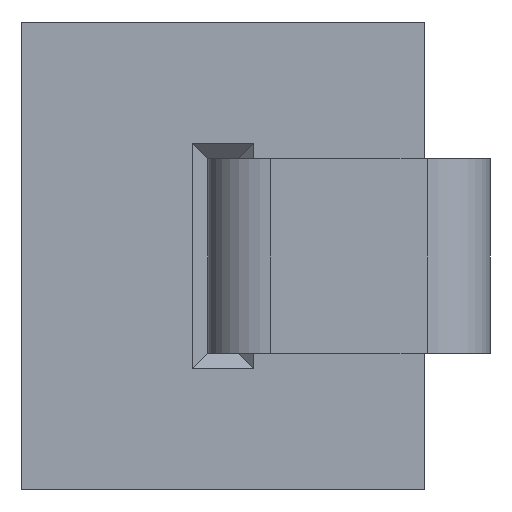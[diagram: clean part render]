
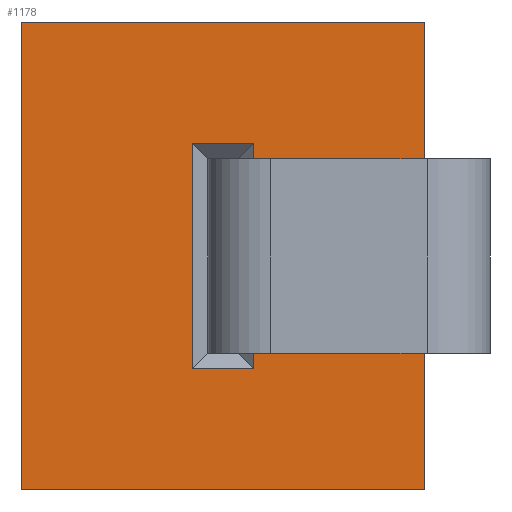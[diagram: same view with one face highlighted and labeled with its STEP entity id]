
A CAD part, left-side view. The second image highlights one B-rep face of the part: STEP entity #1178.
In plain terms, the highlighted planar face has unit normal (-1, 0, 0).
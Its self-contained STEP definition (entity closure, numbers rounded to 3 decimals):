
#3 = CARTESIAN_POINT ( 'NONE',  ( -2.03, 1.94, -0.735 ) ) ;
#8 = VERTEX_POINT ( 'NONE', #3 ) ;
#29 = CARTESIAN_POINT ( 'NONE',  ( -2.03, 3.05, 1.525 ) ) ;
#31 = VERTEX_POINT ( 'NONE', #1150 ) ;
#39 = LINE ( 'NONE', #576, #772 ) ;
#62 = EDGE_LOOP ( 'NONE', ( #778, #1130, #718, #1068 ) ) ;
#82 = VECTOR ( 'NONE', #1194, 1000. ) ;
#88 = VERTEX_POINT ( 'NONE', #574 ) ;
#96 = CARTESIAN_POINT ( 'NONE',  ( -2.03, 0.43, 1.525 ) ) ;
#100 = CARTESIAN_POINT ( 'NONE',  ( -2.03, 0.43, 0.735 ) ) ;
#108 = VERTEX_POINT ( 'NONE', #917 ) ;
#115 = DIRECTION ( 'NONE',  ( 0., -1., 0. ) ) ;
#136 = EDGE_LOOP ( 'NONE', ( #1126, #264, #1231, #938 ) ) ;
#161 = VECTOR ( 'NONE', #1165, 1000. ) ;
#182 = VERTEX_POINT ( 'NONE', #1002 ) ;
#189 = VERTEX_POINT ( 'NONE', #616 ) ;
#264 = ORIENTED_EDGE ( 'NONE', *, *, #1001, .T. ) ;
#293 = CARTESIAN_POINT ( 'NONE',  ( -2.03, 3.05, 1.525 ) ) ;
#379 = VECTOR ( 'NONE', #754, 1000. ) ;
#412 = VERTEX_POINT ( 'NONE', #293 ) ;
#415 = EDGE_CURVE ( 'NONE', #108, #182, #39, .T. ) ;
#446 = FACE_BOUND ( 'NONE', #136, .T. ) ;
#448 = EDGE_CURVE ( 'NONE', #412, #31, #1124, .T. ) ;
#515 = FACE_OUTER_BOUND ( 'NONE', #62, .T. ) ;
#523 = VERTEX_POINT ( 'NONE', #1191 ) ;
#559 = EDGE_CURVE ( 'NONE', #8, #88, #1097, .T. ) ;
#574 = CARTESIAN_POINT ( 'NONE',  ( -2.03, 1.94, 0.735 ) ) ;
#576 = CARTESIAN_POINT ( 'NONE',  ( -2.03, 0.43, -1.525 ) ) ;
#595 = EDGE_CURVE ( 'NONE', #31, #182, #1135, .T. ) ;
#616 = CARTESIAN_POINT ( 'NONE',  ( -2.03, 1.54, -0.735 ) ) ;
#649 = CARTESIAN_POINT ( 'NONE',  ( -2.03, 1.54, 1.525 ) ) ;
#652 = VECTOR ( 'NONE', #664, 1000. ) ;
#664 = DIRECTION ( 'NONE',  ( 0., 0., -1. ) ) ;
#685 = LINE ( 'NONE', #940, #379 ) ;
#688 = DIRECTION ( 'NONE',  ( 0., -1., 0. ) ) ;
#716 = DIRECTION ( 'NONE',  ( 1., 0., 0. ) ) ;
#718 = ORIENTED_EDGE ( 'NONE', *, *, #448, .F. ) ;
#745 = EDGE_CURVE ( 'NONE', #523, #189, #905, .T. ) ;
#754 = DIRECTION ( 'NONE',  ( 0., 1., 0. ) ) ;
#772 = VECTOR ( 'NONE', #688, 1000. ) ;
#778 = ORIENTED_EDGE ( 'NONE', *, *, #415, .T. ) ;
#789 = LINE ( 'NONE', #100, #933 ) ;
#799 = DIRECTION ( 'NONE',  ( 0., 0., -1. ) ) ;
#811 = CARTESIAN_POINT ( 'NONE',  ( -2.03, 1.94, 1.525 ) ) ;
#815 = CARTESIAN_POINT ( 'NONE',  ( -2.03, 0.43, 1.525 ) ) ;
#831 = CARTESIAN_POINT ( 'NONE',  ( -2.03, 0.43, 1.525 ) ) ;
#859 = EDGE_CURVE ( 'NONE', #189, #8, #685, .T. ) ;
#875 = VECTOR ( 'NONE', #1006, 1000. ) ;
#905 = LINE ( 'NONE', #649, #652 ) ;
#917 = CARTESIAN_POINT ( 'NONE',  ( -2.03, 3.05, -1.525 ) ) ;
#933 = VECTOR ( 'NONE', #115, 1000. ) ;
#938 = ORIENTED_EDGE ( 'NONE', *, *, #859, .T. ) ;
#940 = CARTESIAN_POINT ( 'NONE',  ( -2.03, 0.43, -0.735 ) ) ;
#1001 = EDGE_CURVE ( 'NONE', #88, #523, #789, .T. ) ;
#1002 = CARTESIAN_POINT ( 'NONE',  ( -2.03, 0.43, -1.525 ) ) ;
#1006 = DIRECTION ( 'NONE',  ( 0., 0., 1. ) ) ;
#1039 = AXIS2_PLACEMENT_3D ( 'NONE', #831, #716, #1104 ) ;
#1068 = ORIENTED_EDGE ( 'NONE', *, *, #1171, .T. ) ;
#1077 = VECTOR ( 'NONE', #799, 1000. ) ;
#1096 = PLANE ( 'NONE',  #1039 ) ;
#1097 = LINE ( 'NONE', #811, #875 ) ;
#1104 = DIRECTION ( 'NONE',  ( 0., 0., -1. ) ) ;
#1124 = LINE ( 'NONE', #96, #161 ) ;
#1126 = ORIENTED_EDGE ( 'NONE', *, *, #559, .T. ) ;
#1130 = ORIENTED_EDGE ( 'NONE', *, *, #595, .F. ) ;
#1135 = LINE ( 'NONE', #815, #82 ) ;
#1150 = CARTESIAN_POINT ( 'NONE',  ( -2.03, 0.43, 1.525 ) ) ;
#1165 = DIRECTION ( 'NONE',  ( 0., -1., 0. ) ) ;
#1171 = EDGE_CURVE ( 'NONE', #412, #108, #1225, .T. ) ;
#1178 = ADVANCED_FACE ( 'NONE', ( #446, #515 ), #1096, .F. ) ;
#1191 = CARTESIAN_POINT ( 'NONE',  ( -2.03, 1.54, 0.735 ) ) ;
#1194 = DIRECTION ( 'NONE',  ( 0., 0., -1. ) ) ;
#1225 = LINE ( 'NONE', #29, #1077 ) ;
#1231 = ORIENTED_EDGE ( 'NONE', *, *, #745, .T. ) ;
